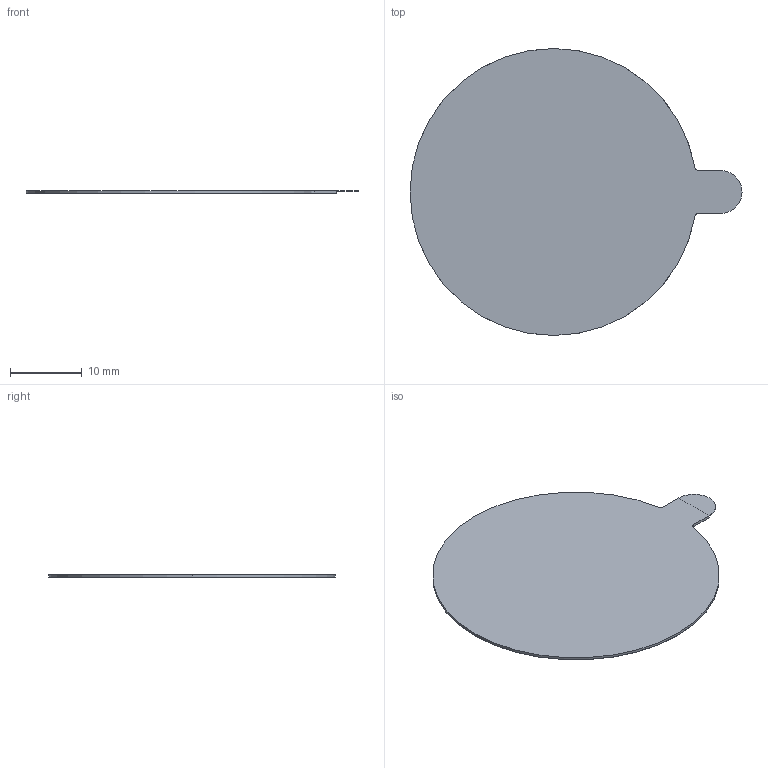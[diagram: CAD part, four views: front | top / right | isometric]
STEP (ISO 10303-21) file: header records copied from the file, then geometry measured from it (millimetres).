
FILE_DESCRIPTION (( 'STEP AP214' ), '1' );
FILE_NAME ('FXC.40.B.dg_Web.STEP', '2024-05-27T08:13:13', ( '' ), ( '' ), 'SwSTEP 2.0', 'SolidWorks 2022', '' );
FILE_SCHEMA (( 'AUTOMOTIVE_DESIGN' ));
Length unit declared in the file: millimetre
Products named in the file (1): FXC.40.B.dg_Web
Bounding box: 46.27 x 40 x 0.36 mm (x, y, z)
Volume: 463 mm3; surface area: 5143.3 mm2
Topology: 2 solids, 2 shells, 258 faces, 679 edges, 452 vertices
Faces by surface type: plane 152, bspline 100, cylinder 6
Full cylindrical faces by diameter (mm): 40 x1
Entity records: 12931 total; most frequent: CARTESIAN_POINT 4345, ORIENTED_EDGE 1356, DIRECTION 808, EDGE_CURVE 678, LINE 466, VECTOR 466, VERTEX_POINT 452, EDGE_LOOP 286
